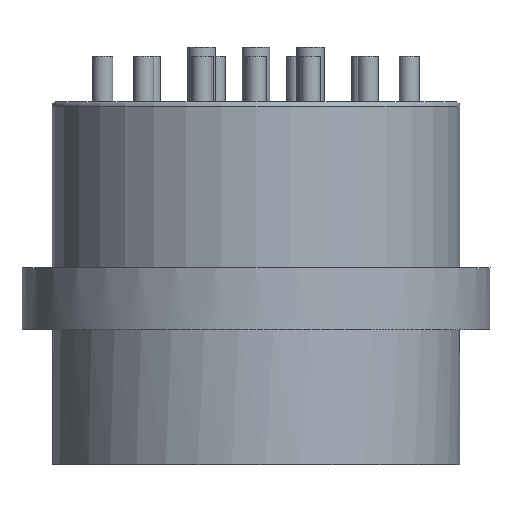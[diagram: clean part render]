
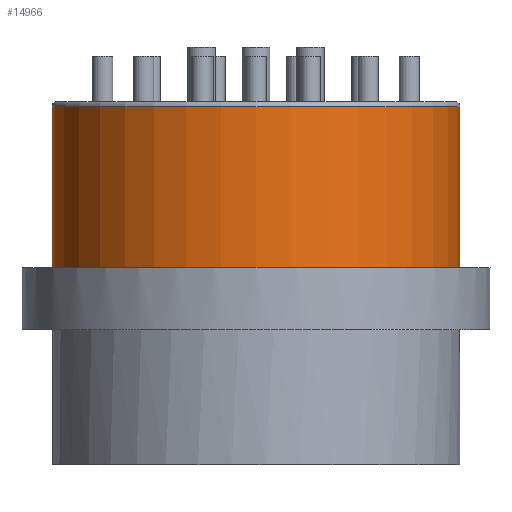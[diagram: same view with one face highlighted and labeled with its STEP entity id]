
A CAD part, front view. The second image highlights one B-rep face of the part: STEP entity #14966.
In plain terms, the highlighted cylindrical face has radius 20.25 mm (diameter 40.5 mm), a full revolution.
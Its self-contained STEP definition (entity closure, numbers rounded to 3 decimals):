
#4068=FACE_BOUND($,#5213,.T.);
#4291=FACE_OUTER_BOUND($,#5212,.T.);
#5212=EDGE_LOOP($,(#9986));
#5213=EDGE_LOOP($,(#9987));
#6204=CIRCLE($,#15929,20.25);
#6205=CIRCLE($,#15931,20.25);
#6366=VERTEX_POINT($,#19296);
#6367=VERTEX_POINT($,#19299);
#7814=EDGE_CURVE($,#6366,#6366,#6204,.T.);
#7815=EDGE_CURVE($,#6367,#6367,#6205,.T.);
#9986=ORIENTED_EDGE($,*,*,#7815,.F.);
#9987=ORIENTED_EDGE($,*,*,#7814,.F.);
#14051=CYLINDRICAL_SURFACE($,#15930,20.25);
#14966=ADVANCED_FACE($,(#4291,#4068),#14051,.T.);
#15929=AXIS2_PLACEMENT_3D($,#19297,#16807,#16808);
#15930=AXIS2_PLACEMENT_3D($,#19298,#16809,#16810);
#15931=AXIS2_PLACEMENT_3D($,#19300,#16811,#16812);
#16807=DIRECTION('center_axis',(0.,0.,1.));
#16808=DIRECTION('ref_axis',(-1.,0.,0.));
#16809=DIRECTION('center_axis',(0.,0.,1.));
#16810=DIRECTION('ref_axis',(-1.,0.,0.));
#16811=DIRECTION('center_axis',(0.,0.,-1.));
#16812=DIRECTION('ref_axis',(-1.,0.,0.));
#19296=CARTESIAN_POINT('',(20.25,0.,35.6));
#19297=CARTESIAN_POINT('Origin',(0.,0.,35.6));
#19298=CARTESIAN_POINT('Origin',(0.,0.,19.6));
#19299=CARTESIAN_POINT('',(20.25,0.,19.6));
#19300=CARTESIAN_POINT('Origin',(0.,0.,19.6));
